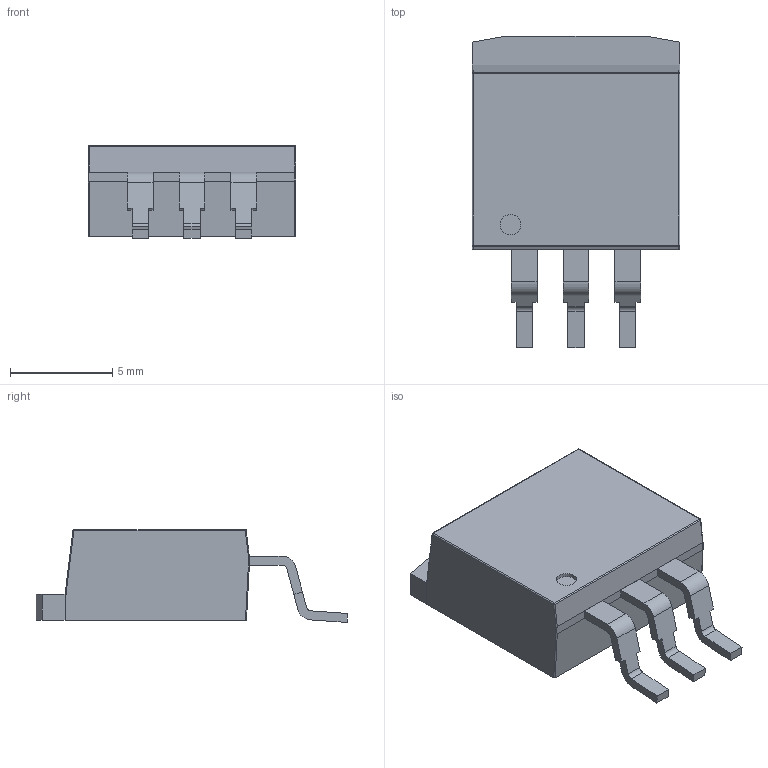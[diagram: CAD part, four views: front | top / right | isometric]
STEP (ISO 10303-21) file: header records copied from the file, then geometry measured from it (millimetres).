
FILE_DESCRIPTION(/* description */ (''),/* implementation_level */ '2;1');
FILE_NAME(/* name */ 'TI TO-263-3 KTT.step',/* time_stamp */ '2019-12-09T15:32:27+00:00',/* author */ (''),/* organization */ (''),/* preprocessor_version */ 'ST-DEVELOPER v18',/* originating_system */ 'Autodesk Translation Framework v8.12.0.6',/* authorisation */ '');
FILE_SCHEMA (('AUTOMOTIVE_DESIGN { 1 0 10303 214 3 1 1 }'));
Length unit declared in the file: millimetre
Products named in the file (4): (Unsaved); BODY-TO; HTSINK-TO263; LEAD-TO263
Assembly tree (5 placements, depth 2):
  (Unsaved)
    BODY-TO
    HTSINK-TO263
    LEAD-TO263  x3
Bounding box: 10.16 x 15.24 x 4.54 mm (x, y, z)
Volume: 424.4 mm3; surface area: 584.5 mm2
Topology: 5 solids, 5 shells, 105 faces, 270 edges, 172 vertices
Faces by surface type: plane 77, cylinder 24, sphere 4
Full cylindrical faces by diameter (mm): 1 x1
Entity records: 2154 total; most frequent: DIRECTION 357, CARTESIAN_POINT 356, ORIENTED_EDGE 340, EDGE_CURVE 170, LINE 139, VECTOR 139, AXIS2_PLACEMENT_3D 109, VERTEX_POINT 108
